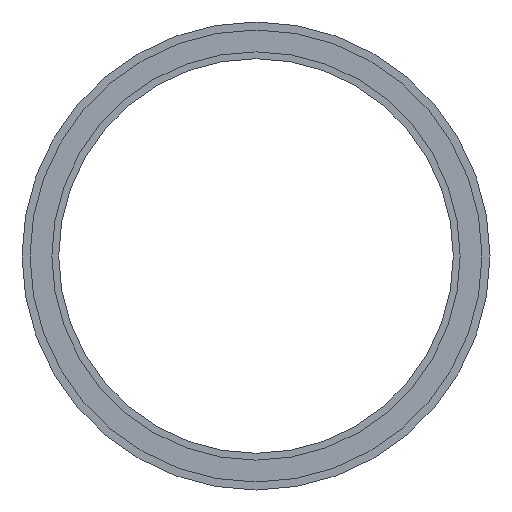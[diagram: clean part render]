
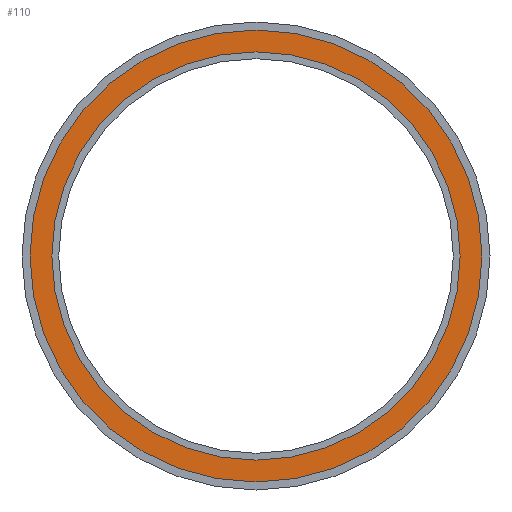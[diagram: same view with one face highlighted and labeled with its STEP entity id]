
A CAD part, front view. The second image highlights one B-rep face of the part: STEP entity #110.
In plain terms, the highlighted planar face has unit normal (0, -1, 0).
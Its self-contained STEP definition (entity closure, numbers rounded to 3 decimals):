
#15=FACE_BOUND('',#35,.T.);
#19=PLANE('',#138);
#26=FACE_OUTER_BOUND('',#34,.T.);
#34=EDGE_LOOP('',(#91));
#35=EDGE_LOOP('',(#92));
#54=CIRCLE('',#134,44.5);
#56=CIRCLE('',#137,49.25);
#62=VERTEX_POINT('',#193);
#64=VERTEX_POINT('',#199);
#72=EDGE_CURVE('',#62,#62,#54,.T.);
#75=EDGE_CURVE('',#64,#64,#56,.T.);
#91=ORIENTED_EDGE('',*,*,#75,.F.);
#92=ORIENTED_EDGE('',*,*,#72,.F.);
#110=ADVANCED_FACE('',(#26,#15),#19,.T.);
#134=AXIS2_PLACEMENT_3D('',#195,#159,#160);
#137=AXIS2_PLACEMENT_3D('',#201,#166,#167);
#138=AXIS2_PLACEMENT_3D('',#202,#168,#169);
#159=DIRECTION('center_axis',(0.,-1.,0.));
#160=DIRECTION('ref_axis',(1.,0.,0.));
#166=DIRECTION('center_axis',(0.,1.,0.));
#167=DIRECTION('ref_axis',(1.,0.,0.));
#168=DIRECTION('center_axis',(0.,-1.,0.));
#169=DIRECTION('ref_axis',(1.,0.,0.));
#193=CARTESIAN_POINT('',(-44.5,3.5,0.));
#195=CARTESIAN_POINT('Origin',(0.,3.5,0.));
#199=CARTESIAN_POINT('',(-49.25,3.5,0.));
#201=CARTESIAN_POINT('Origin',(0.,3.5,0.));
#202=CARTESIAN_POINT('Origin',(0.,3.5,0.));
